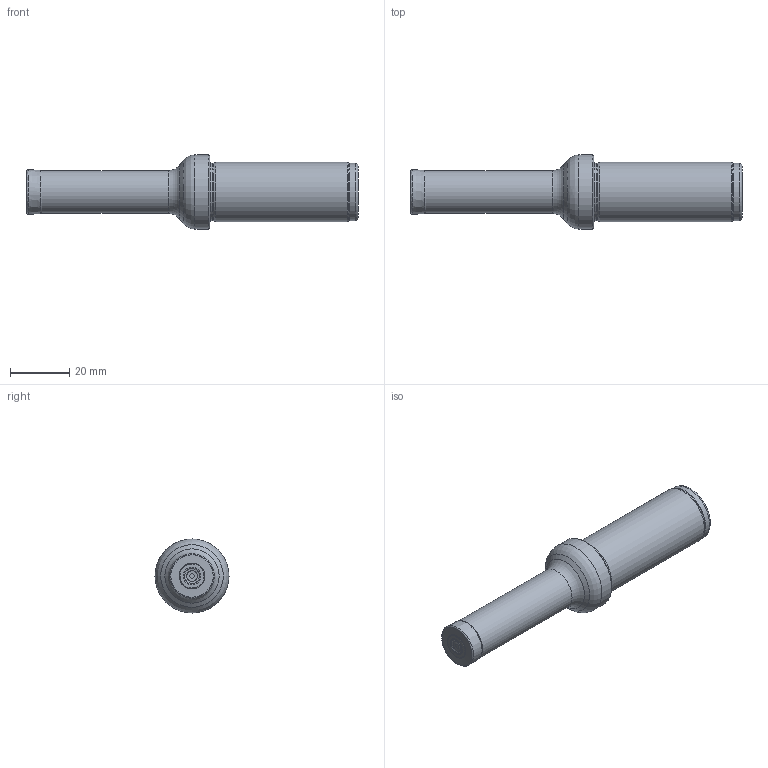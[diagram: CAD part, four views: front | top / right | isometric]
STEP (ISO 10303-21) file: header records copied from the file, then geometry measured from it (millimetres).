
FILE_DESCRIPTION(/* description */ (''),/* implementation_level */ '2;1');
FILE_NAME(/* name */ 'ATUM-15XD3-880-0202...stp',/* time_stamp */ '2023-11-28T18:29:40+03:00',/* author */ (''),/* organization */ (''),/* preprocessor_version */ 'ST-DEVELOPER v19.4',/* originating_system */ 'SIEMENS PLM Software NX2306.3001',/* authorisation */ '');
FILE_SCHEMA (('AUTOMOTIVE_DESIGN { 1 0 10303 214 3 1 1 1 }'));
Length unit declared in the file: millimetre
Products named in the file (1): STP_ATUM 15XD3 880-0202..
Bounding box: 111.98 x 25 x 25 mm (x, y, z)
Volume: 29494.6 mm3; surface area: 7492.2 mm2
Topology: 2 solids, 2 shells, 42 faces, 86 edges, 49 vertices
Faces by surface type: bspline 19, torus 8, plane 5, cylinder 5, cone 5
Full cylindrical faces by diameter (mm): 14.426 x1, 19.5 x2, 20 x1, 25 x1
Entity records: 3013 total; most frequent: CARTESIAN_POINT 2361, DIRECTION 114, EDGE_LOOP 80, ORIENTED_EDGE 80, FACE_BOUND 76, AXIS2_PLACEMENT_3D 57, ADVANCED_FACE 42, VERTEX_POINT 40
